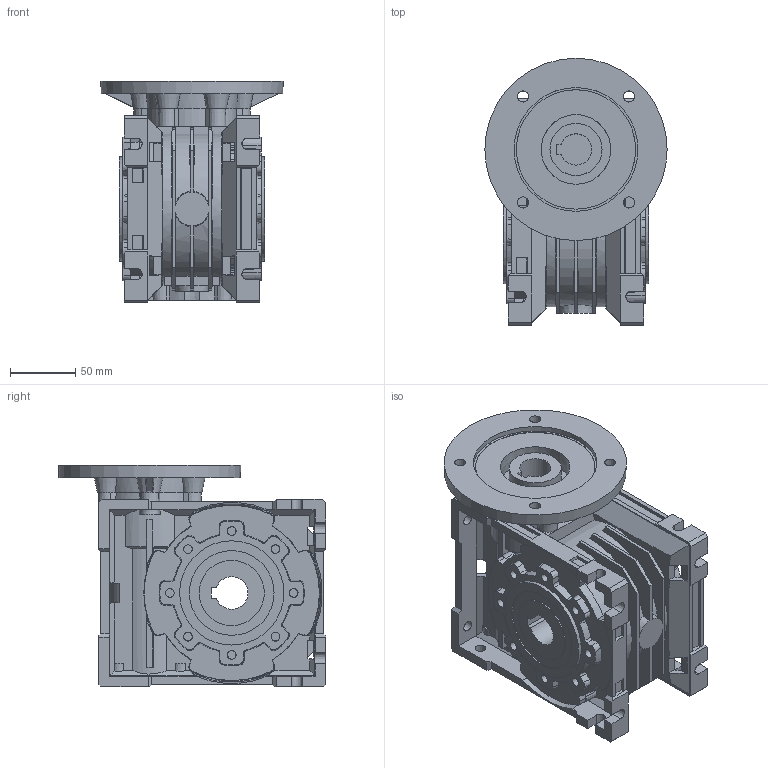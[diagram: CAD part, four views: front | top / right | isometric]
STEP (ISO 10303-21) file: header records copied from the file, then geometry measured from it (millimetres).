
FILE_DESCRIPTION( ( 'Unknown' ), '1' );
FILE_NAME( 'E816B2F49E55D9433FF63253E76A54A.3d.stp', 'Unknown', ( 'Unknown' ), ( 'Unknown' ), 'PSStep 10.1', 'Unknown', ' ' );
FILE_SCHEMA( ( 'AUTOMOTIVE_DESIGN { 1 0 10303 214 1 1 1 1 }' ) );
Length unit declared in the file: millimetre
Products named in the file (1): aede22a3-dbb0-4954-a885-0015dfc0f0a6
Bounding box: 139.95 x 204.97 x 170 mm (x, y, z)
Volume: 1832089.5 mm3; surface area: 254315.2 mm2
Topology: 1 solids, 14 shells, 944 faces, 2615 edges, 1723 vertices
Faces by surface type: plane 637, cone 222, bspline 56, cylinder 29
Full cylindrical faces by diameter (mm): 40 x2, 50 x2, 62 x1, 65 x1, 65.1 x1, 80 x2, 95 x1
Entity records: 41964 total; most frequent: CARTESIAN_POINT 11237, ORIENTED_EDGE 5064, DIRECTION 4444, EDGE_CURVE 2532, VERTEX_POINT 1691, AXIS2_PLACEMENT_3D 1520, LINE 1404, VECTOR 1404
